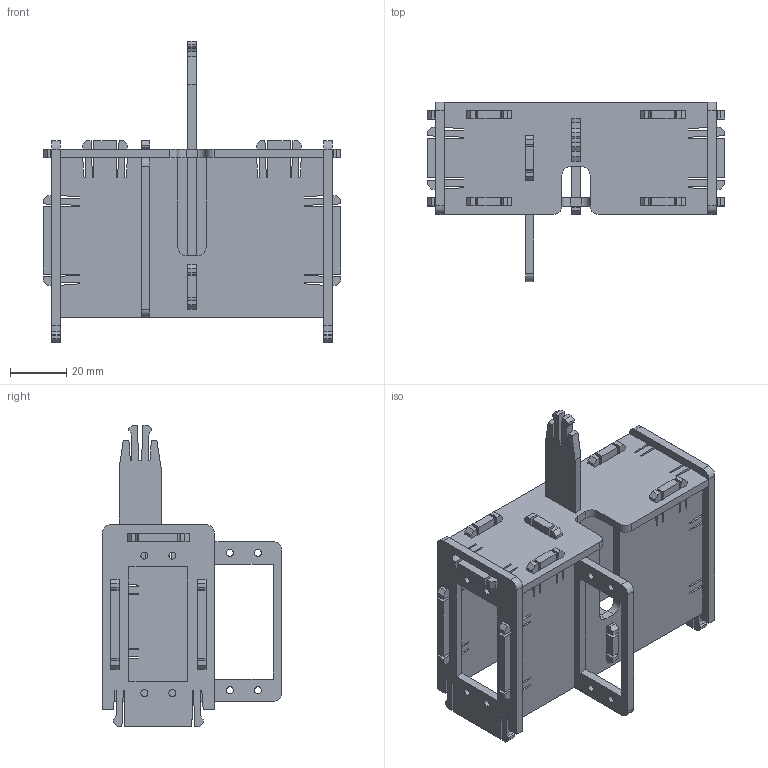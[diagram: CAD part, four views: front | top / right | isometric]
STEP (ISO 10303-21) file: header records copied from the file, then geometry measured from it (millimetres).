
FILE_DESCRIPTION (( 'STEP AP203' ), '1' );
FILE_NAME ('mouth-frame-mbp.step', '2015-02-17T13:10:50', ( 'Cesar' ), ( '' ), 'SwSTEP 2.0', 'SolidWorks 2013', '' );
FILE_SCHEMA (( 'CONFIG_CONTROL_DESIGN' ));
Length unit declared in the file: millimetre
Products named in the file (1): mouth-frame-mbp
Bounding box: 106 x 64 x 107.5 mm (x, y, z)
Volume: 66581.6 mm3; surface area: 58405.2 mm2
Topology: 7 solids, 7 shells, 574 faces, 1680 edges, 1120 vertices
Faces by surface type: plane 538, cylinder 36
Entity records: 18881 total; most frequent: CARTESIAN_POINT 3375, ORIENTED_EDGE 3360, DIRECTION 2902, EDGE_CURVE 1680, VECTOR 1608, LINE 1608, VERTEX_POINT 1120, AXIS2_PLACEMENT_3D 647
